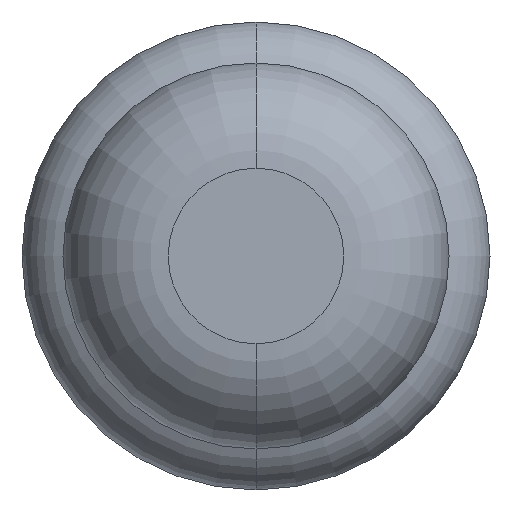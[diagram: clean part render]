
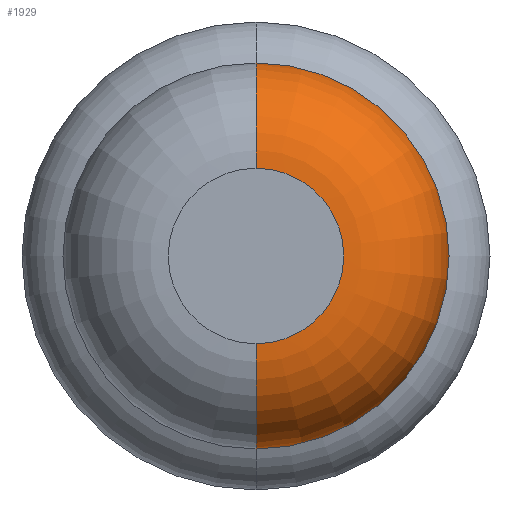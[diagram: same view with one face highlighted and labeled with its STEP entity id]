
A CAD part, front view. The second image highlights one B-rep face of the part: STEP entity #1929.
In plain terms, the highlighted toroidal (fillet/blend) face has major radius 0.375 mm and minor radius 0.45 mm.
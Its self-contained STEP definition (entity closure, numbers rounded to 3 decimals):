
#163 = CARTESIAN_POINT ( 'NONE',  ( 0., -26.95, 0. ) ) ;
#207 = CIRCLE ( 'NONE', #3161, 0.375 ) ;
#223 = DIRECTION ( 'NONE',  ( 0., 1., 0. ) ) ;
#399 = AXIS2_PLACEMENT_3D ( 'NONE', #4108, #3398, #1302 ) ;
#457 = EDGE_CURVE ( 'NONE', #3474, #2891, #1577, .T. ) ;
#698 = CARTESIAN_POINT ( 'NONE',  ( 0., -26.95, -0.375 ) ) ;
#840 = ORIENTED_EDGE ( 'NONE', *, *, #1178, .F. ) ;
#1007 = CARTESIAN_POINT ( 'NONE',  ( 0., -26.95, 0.825 ) ) ;
#1178 = EDGE_CURVE ( 'Defeature ausgef�hrt1_9+Defeature ausgef�hrt1_8+Defeature ausgef�hrt1_8+Defeature ausgef�hrt1_8', #4386, #2891, #3158, .T. ) ;
#1287 = CARTESIAN_POINT ( 'NONE',  ( 0., -27.4, 0. ) ) ;
#1302 = DIRECTION ( 'NONE',  ( 0., 0., 1. ) ) ;
#1357 = EDGE_CURVE ( 'Defeature ausgef�hrt1_8+Defeature ausgef�hrt1_7+Defeature ausgef�hrt1_7+Defeature ausgef�hrt1_7', #3560, #3474, #207, .T. ) ;
#1577 = CIRCLE ( 'NONE', #4431, 0.45 ) ;
#1593 = DIRECTION ( 'NONE',  ( 0., 1., 0. ) ) ;
#1667 = DIRECTION ( 'NONE',  ( 0., 0., 1. ) ) ;
#1670 = CIRCLE ( 'NONE', #399, 0.45 ) ;
#1708 = CARTESIAN_POINT ( 'NONE',  ( 0., -27.4, -0.375 ) ) ;
#1710 = DIRECTION ( 'NONE',  ( 0., 0., -1. ) ) ;
#1836 = CARTESIAN_POINT ( 'NONE',  ( 0., -26.95, -0.825 ) ) ;
#1929 = ADVANCED_FACE ( 'Defeature ausgef�hrt1_8', ( #2290 ), #4263, .T. ) ;
#2088 = AXIS2_PLACEMENT_3D ( 'NONE', #3703, #223, #3686 ) ;
#2290 = FACE_OUTER_BOUND ( 'NONE', #2683, .T. ) ;
#2683 = EDGE_LOOP ( 'NONE', ( #2972, #3073, #840, #4434 ) ) ;
#2736 = DIRECTION ( 'NONE',  ( 1., 0., 0. ) ) ;
#2891 = VERTEX_POINT ( 'NONE', #1836 ) ;
#2972 = ORIENTED_EDGE ( 'NONE', *, *, #1357, .T. ) ;
#3073 = ORIENTED_EDGE ( 'NONE', *, *, #457, .T. ) ;
#3158 = CIRCLE ( 'NONE', #2088, 0.825 ) ;
#3161 = AXIS2_PLACEMENT_3D ( 'NONE', #1287, #3400, #1667 ) ;
#3398 = DIRECTION ( 'NONE',  ( -1., 0., 0. ) ) ;
#3400 = DIRECTION ( 'NONE',  ( 0., 1., 0. ) ) ;
#3474 = VERTEX_POINT ( 'NONE', #1708 ) ;
#3530 = CARTESIAN_POINT ( 'NONE',  ( 0., -27.4, 0.375 ) ) ;
#3544 = AXIS2_PLACEMENT_3D ( 'NONE', #163, #1593, #3688 ) ;
#3560 = VERTEX_POINT ( 'NONE', #3530 ) ;
#3686 = DIRECTION ( 'NONE',  ( 0., 0., 1. ) ) ;
#3688 = DIRECTION ( 'NONE',  ( 0., 0., 1. ) ) ;
#3703 = CARTESIAN_POINT ( 'NONE',  ( 0., -26.95, 0. ) ) ;
#4108 = CARTESIAN_POINT ( 'NONE',  ( 0., -26.95, 0.375 ) ) ;
#4230 = EDGE_CURVE ( 'NONE', #3560, #4386, #1670, .T. ) ;
#4263 = TOROIDAL_SURFACE ( 'NONE', #3544, 0.375, 0.45 ) ;
#4386 = VERTEX_POINT ( 'NONE', #1007 ) ;
#4431 = AXIS2_PLACEMENT_3D ( 'NONE', #698, #2736, #1710 ) ;
#4434 = ORIENTED_EDGE ( 'NONE', *, *, #4230, .F. ) ;
